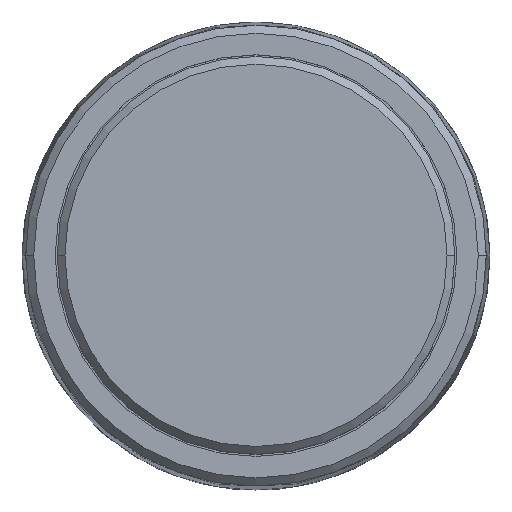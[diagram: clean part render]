
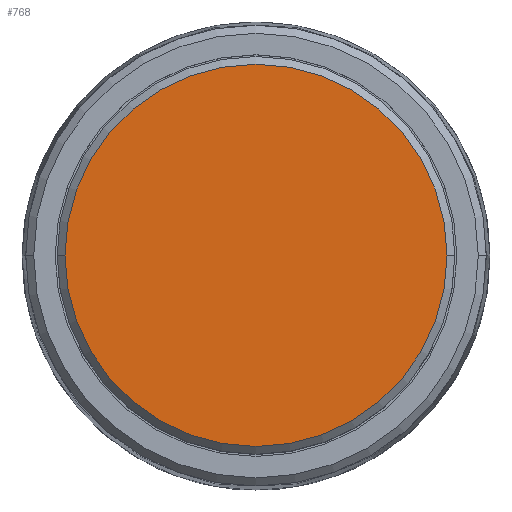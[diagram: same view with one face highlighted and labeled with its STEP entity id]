
A CAD part, top view. The second image highlights one B-rep face of the part: STEP entity #768.
In plain terms, the highlighted planar face has unit normal (0, 0, 1).
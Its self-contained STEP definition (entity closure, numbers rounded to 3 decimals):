
#98 = PLANE ( 'NONE',  #3110 ) ;
#222 = AXIS2_PLACEMENT_3D ( 'NONE', #1860, #3053, #326 ) ;
#285 = CARTESIAN_POINT ( 'NONE',  ( 4.9, 0., 9. ) ) ;
#326 = DIRECTION ( 'NONE',  ( -1., 0., 0. ) ) ;
#768 = ADVANCED_FACE ( 'NONE', ( #2823 ), #98, .T. ) ;
#821 = DIRECTION ( 'NONE',  ( 0., 0., 1. ) ) ;
#925 = ORIENTED_EDGE ( 'NONE', *, *, #2420, .T. ) ;
#1028 = VERTEX_POINT ( 'NONE', #2711 ) ;
#1045 = ORIENTED_EDGE ( 'NONE', *, *, #2559, .T. ) ;
#1334 = CARTESIAN_POINT ( 'NONE',  ( -4.959, -4.959, 9. ) ) ;
#1860 = CARTESIAN_POINT ( 'NONE',  ( 0., 0., 9. ) ) ;
#1960 = CIRCLE ( 'NONE', #222, 4.9 ) ;
#2059 = DIRECTION ( 'NONE',  ( -1., 0., 0. ) ) ;
#2210 = AXIS2_PLACEMENT_3D ( 'NONE', #3539, #821, #2059 ) ;
#2420 = EDGE_CURVE ( 'NONE', #1028, #2931, #3885, .T. ) ;
#2537 = DIRECTION ( 'NONE',  ( 0., 0., 1. ) ) ;
#2559 = EDGE_CURVE ( 'NONE', #2931, #1028, #1960, .T. ) ;
#2711 = CARTESIAN_POINT ( 'NONE',  ( -4.9, 0., 9. ) ) ;
#2713 = EDGE_LOOP ( 'NONE', ( #925, #1045 ) ) ;
#2823 = FACE_OUTER_BOUND ( 'NONE', #2713, .T. ) ;
#2931 = VERTEX_POINT ( 'NONE', #285 ) ;
#3053 = DIRECTION ( 'NONE',  ( 0., 0., 1. ) ) ;
#3110 = AXIS2_PLACEMENT_3D ( 'NONE', #1334, #2537, #3718 ) ;
#3539 = CARTESIAN_POINT ( 'NONE',  ( 0., 0., 9. ) ) ;
#3718 = DIRECTION ( 'NONE',  ( 1., 0., 0. ) ) ;
#3885 = CIRCLE ( 'NONE', #2210, 4.9 ) ;
